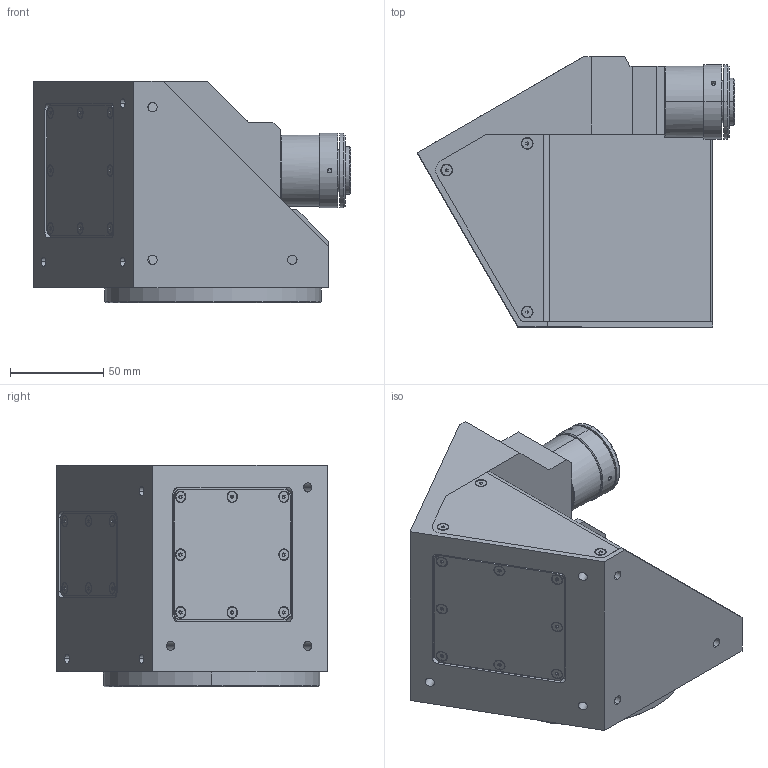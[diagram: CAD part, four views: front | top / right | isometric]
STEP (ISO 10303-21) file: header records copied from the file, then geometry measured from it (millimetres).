
FILE_DESCRIPTION (( 'STEP AP203' ), '1' );
FILE_NAME ('DP23952_TCCR23080.step', '2021-10-18T09:34:21', ( '' ), ( '' ), 'SwSTEP 2.0', 'SolidWorks 2021', '' );
FILE_SCHEMA (( 'CONFIG_CONTROL_DESIGN' ));
Length unit declared in the file: millimetre
Products named in the file (1): DP23952_TCCR23080
Bounding box: 170.3 x 145 x 118.9 mm (x, y, z)
Surface area: 108816.5 mm2 (no closed solid volume)
Topology: 0 solids, 52 shells, 325 faces, 1086 edges, 776 vertices
Faces by surface type: plane 135, cylinder 98, cone 90, sphere 2
Entity records: 11773 total; most frequent: CARTESIAN_POINT 2276, DIRECTION 2086, ORIENTED_EDGE 1579, EDGE_CURVE 1048, VERTEX_POINT 776, AXIS2_PLACEMENT_3D 722, VECTOR 642, LINE 642
